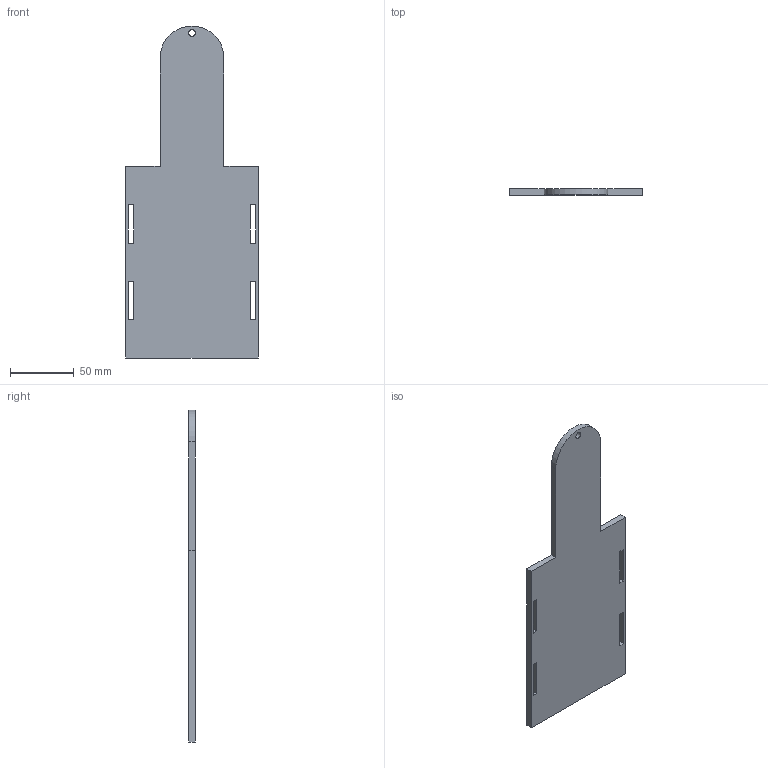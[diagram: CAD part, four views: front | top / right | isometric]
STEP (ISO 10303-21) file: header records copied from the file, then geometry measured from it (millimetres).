
FILE_DESCRIPTION(('STEP AP214'), '1');
FILE_NAME('Çàäíÿÿ ÷àñòü', '', ('UNSPECIFIED'), ('UNSPECIFIED'), 'C3D Converter', 'C3D Toolkit', '');
FILE_SCHEMA(('AUTOMOTIVE_DESIGN { 1 0 10303 214 3 1 1}'));
Length unit declared in the file: millimetre
Bounding box: 104 x 5 x 260 mm (x, y, z)
Volume: 101517.9 mm3; surface area: 45596.1 mm2
Topology: 1 solids, 1 shells, 27 faces, 75 edges, 50 vertices
Faces by surface type: plane 25, cylinder 2
Full cylindrical faces by diameter (mm): 5.3 x1
Entity records: 1119 total; most frequent: CARTESIAN_POINT 152, ORIENTED_EDGE 148, DIRECTION 134, EDGE_CURVE 74, LINE 70, VECTOR 70, VERTEX_POINT 50, EDGE_LOOP 38
